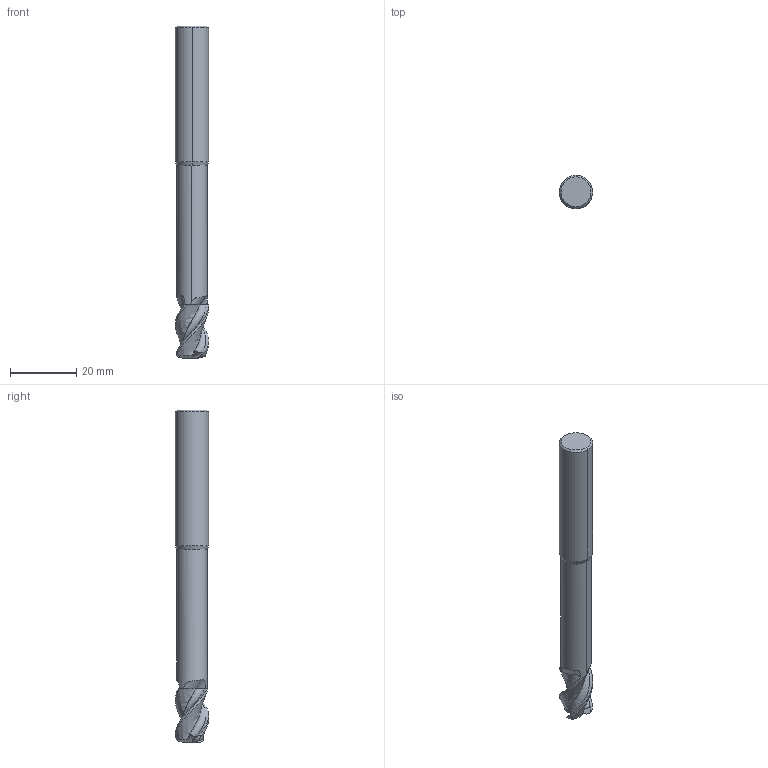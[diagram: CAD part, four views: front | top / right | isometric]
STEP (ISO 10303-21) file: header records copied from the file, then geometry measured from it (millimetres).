
FILE_DESCRIPTION(('no description'),'unknown implementation level');
FILE_NAME('EXN1-M06-0013-10_2-Detail.stp',' ',('CIMSOURCE GmbH'),('CADClick - KiM GmbH - www.kimweb.de'),'unknown preprocess','ACIS','unknown authorization');
FILE_SCHEMA(('automotive_design'));
Length unit declared in the file: millimetre
Products named in the file (2): NOCUT; CUT
Bounding box: 10 x 10 x 100 mm (x, y, z)
Volume: 6710.2 mm3; surface area: 3248.2 mm2
Topology: 2 solids, 2 shells, 81 faces, 221 edges, 140 vertices
Faces by surface type: plane 25, bspline 24, cone 14, revolution 9, torus 5, cylinder 4
Entity records: 14190 total; most frequent: CARTESIAN_POINT 9976, STYLED_ITEM 440, PRESENTATION_STYLE_ASSIGNMENT 440, COLOUR_RGB 440, ORIENTED_EDGE 434, DIRECTION 247, EDGE_CURVE 217, CURVE_STYLE 217
